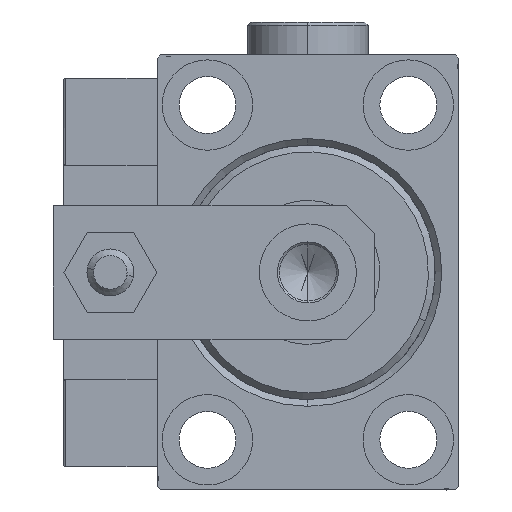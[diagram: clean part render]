
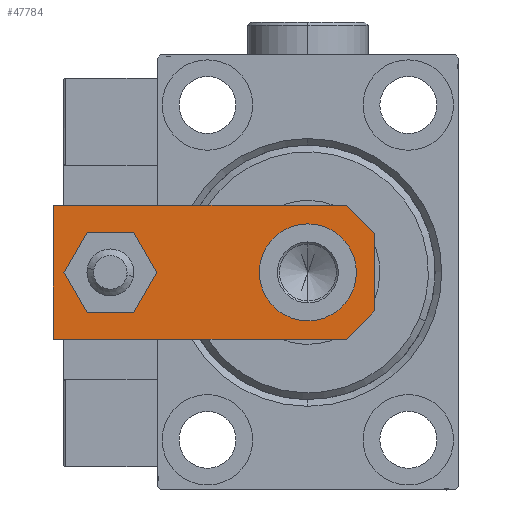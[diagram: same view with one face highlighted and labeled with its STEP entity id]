
A CAD part, left-side view. The second image highlights one B-rep face of the part: STEP entity #47784.
In plain terms, the highlighted face is planar.
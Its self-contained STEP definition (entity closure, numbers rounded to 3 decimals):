
#278 = FACE_OUTER_BOUND ( 'NONE', #37231, .T. ) ;
#794 = FACE_BOUND ( 'NONE', #6896, .T. ) ;
#1042 = EDGE_CURVE ( 'NONE', #48676, #25639, #11850, .T. ) ;
#1359 = DIRECTION ( 'NONE',  ( -1., 0., 0. ) ) ;
#1502 = VECTOR ( 'NONE', #45806, 1000. ) ;
#1989 = CARTESIAN_POINT ( 'NONE',  ( 0., 39.5, 6. ) ) ;
#2639 = AXIS2_PLACEMENT_3D ( 'NONE', #27414, #11955, #35775 ) ;
#3230 = EDGE_CURVE ( 'NONE', #48772, #29242, #23513, .T. ) ;
#3871 = ORIENTED_EDGE ( 'NONE', *, *, #25270, .T. ) ;
#4490 = CARTESIAN_POINT ( 'NONE',  ( 4., 39.5, 6. ) ) ;
#4789 = VECTOR ( 'NONE', #49016, 1000. ) ;
#5175 = LINE ( 'NONE', #17987, #40100 ) ;
#5820 = LINE ( 'NONE', #13923, #50128 ) ;
#6025 = DIRECTION ( 'NONE',  ( 0., 0., 1. ) ) ;
#6434 = DIRECTION ( 'NONE',  ( 0., 0., 1. ) ) ;
#6827 = AXIS2_PLACEMENT_3D ( 'NONE', #8694, #21251, #40653 ) ;
#6896 = EDGE_LOOP ( 'NONE', ( #26702, #19494 ) ) ;
#7014 = DIRECTION ( 'NONE',  ( 1., 0., 0. ) ) ;
#7124 = ORIENTED_EDGE ( 'NONE', *, *, #3230, .T. ) ;
#8057 = CARTESIAN_POINT ( 'NONE',  ( 7.25, 10., 6. ) ) ;
#8694 = CARTESIAN_POINT ( 'NONE',  ( 0., 0., 6. ) ) ;
#8825 = CARTESIAN_POINT ( 'NONE',  ( -5.76, 0., 6. ) ) ;
#9288 = EDGE_CURVE ( 'NONE', #25639, #48676, #17874, .T. ) ;
#11199 = DIRECTION ( 'NONE',  ( 0.707, -0.707, 0. ) ) ;
#11608 = VERTEX_POINT ( 'NONE', #48197 ) ;
#11850 = CIRCLE ( 'NONE', #26109, 7.25 ) ;
#11955 = DIRECTION ( 'NONE',  ( 0., 0., 1. ) ) ;
#12880 = CARTESIAN_POINT ( 'NONE',  ( 10., 4.24, 6. ) ) ;
#13035 = DIRECTION ( 'NONE',  ( 0., 1., 0. ) ) ;
#13923 = CARTESIAN_POINT ( 'NONE',  ( 10., 48., 6. ) ) ;
#15207 = LINE ( 'NONE', #24387, #4789 ) ;
#17874 = CIRCLE ( 'NONE', #22101, 7.25 ) ;
#17987 = CARTESIAN_POINT ( 'NONE',  ( 10., 0., 6. ) ) ;
#18041 = CARTESIAN_POINT ( 'NONE',  ( 0., 10., 6. ) ) ;
#18097 = CARTESIAN_POINT ( 'NONE',  ( -10., 48., 6. ) ) ;
#19134 = AXIS2_PLACEMENT_3D ( 'NONE', #1989, #6434, #26604 ) ;
#19494 = ORIENTED_EDGE ( 'NONE', *, *, #9288, .F. ) ;
#21251 = DIRECTION ( 'NONE',  ( 0., 0., 1. ) ) ;
#21678 = VERTEX_POINT ( 'NONE', #18097 ) ;
#22101 = AXIS2_PLACEMENT_3D ( 'NONE', #18041, #34002, #7014 ) ;
#22250 = EDGE_LOOP ( 'NONE', ( #51581, #26048 ) ) ;
#22253 = ORIENTED_EDGE ( 'NONE', *, *, #27903, .T. ) ;
#23462 = VECTOR ( 'NONE', #34734, 1000. ) ;
#23513 = LINE ( 'NONE', #39490, #28685 ) ;
#23835 = EDGE_CURVE ( 'NONE', #29242, #49884, #15207, .T. ) ;
#24387 = CARTESIAN_POINT ( 'NONE',  ( -10., 0., 6. ) ) ;
#25270 = EDGE_CURVE ( 'NONE', #49884, #29547, #29558, .T. ) ;
#25639 = VERTEX_POINT ( 'NONE', #8057 ) ;
#26048 = ORIENTED_EDGE ( 'NONE', *, *, #38343, .F. ) ;
#26109 = AXIS2_PLACEMENT_3D ( 'NONE', #41934, #6025, #46361 ) ;
#26117 = CIRCLE ( 'NONE', #2639, 4. ) ;
#26604 = DIRECTION ( 'NONE',  ( 1., 0., 0. ) ) ;
#26702 = ORIENTED_EDGE ( 'NONE', *, *, #1042, .F. ) ;
#27414 = CARTESIAN_POINT ( 'NONE',  ( 0., 39.5, 6. ) ) ;
#27903 = EDGE_CURVE ( 'NONE', #11608, #21678, #5820, .T. ) ;
#28077 = CARTESIAN_POINT ( 'NONE',  ( -10., 4.24, 6. ) ) ;
#28230 = CARTESIAN_POINT ( 'NONE',  ( 5.76, 0., 6. ) ) ;
#28685 = VECTOR ( 'NONE', #11199, 1000. ) ;
#29078 = ORIENTED_EDGE ( 'NONE', *, *, #42634, .T. ) ;
#29242 = VERTEX_POINT ( 'NONE', #8825 ) ;
#29293 = CARTESIAN_POINT ( 'NONE',  ( 2.88, -2.88, 6. ) ) ;
#29547 = VERTEX_POINT ( 'NONE', #12880 ) ;
#29558 = LINE ( 'NONE', #29293, #1502 ) ;
#29893 = VERTEX_POINT ( 'NONE', #35016 ) ;
#30020 = CIRCLE ( 'NONE', #19134, 4. ) ;
#31075 = EDGE_CURVE ( 'NONE', #21678, #48772, #38668, .T. ) ;
#34002 = DIRECTION ( 'NONE',  ( 0., 0., 1. ) ) ;
#34734 = DIRECTION ( 'NONE',  ( 0., -1., 0. ) ) ;
#35016 = CARTESIAN_POINT ( 'NONE',  ( -4., 39.5, 6. ) ) ;
#35775 = DIRECTION ( 'NONE',  ( 1., 0., 0. ) ) ;
#37231 = EDGE_LOOP ( 'NONE', ( #44563, #7124, #44874, #3871, #29078, #22253 ) ) ;
#38343 = EDGE_CURVE ( 'NONE', #46746, #29893, #26117, .T. ) ;
#38668 = LINE ( 'NONE', #46028, #23462 ) ;
#39490 = CARTESIAN_POINT ( 'NONE',  ( -2.88, -2.88, 6. ) ) ;
#40100 = VECTOR ( 'NONE', #13035, 1000. ) ;
#40653 = DIRECTION ( 'NONE',  ( 1., 0., 0. ) ) ;
#41570 = CARTESIAN_POINT ( 'NONE',  ( -7.25, 10., 6. ) ) ;
#41777 = EDGE_CURVE ( 'NONE', #29893, #46746, #30020, .T. ) ;
#41934 = CARTESIAN_POINT ( 'NONE',  ( 0., 10., 6. ) ) ;
#42634 = EDGE_CURVE ( 'NONE', #29547, #11608, #5175, .T. ) ;
#44563 = ORIENTED_EDGE ( 'NONE', *, *, #31075, .T. ) ;
#44848 = PLANE ( 'NONE',  #6827 ) ;
#44874 = ORIENTED_EDGE ( 'NONE', *, *, #23835, .T. ) ;
#45806 = DIRECTION ( 'NONE',  ( 0.707, 0.707, 0. ) ) ;
#46028 = CARTESIAN_POINT ( 'NONE',  ( -10., 48., 6. ) ) ;
#46361 = DIRECTION ( 'NONE',  ( 1., 0., 0. ) ) ;
#46746 = VERTEX_POINT ( 'NONE', #4490 ) ;
#47784 = ADVANCED_FACE ( 'NONE', ( #48244, #278, #794 ), #44848, .T. ) ;
#48197 = CARTESIAN_POINT ( 'NONE',  ( 10., 48., 6. ) ) ;
#48244 = FACE_BOUND ( 'NONE', #22250, .T. ) ;
#48676 = VERTEX_POINT ( 'NONE', #41570 ) ;
#48772 = VERTEX_POINT ( 'NONE', #28077 ) ;
#49016 = DIRECTION ( 'NONE',  ( 1., 0., 0. ) ) ;
#49884 = VERTEX_POINT ( 'NONE', #28230 ) ;
#50128 = VECTOR ( 'NONE', #1359, 1000. ) ;
#51581 = ORIENTED_EDGE ( 'NONE', *, *, #41777, .F. ) ;
